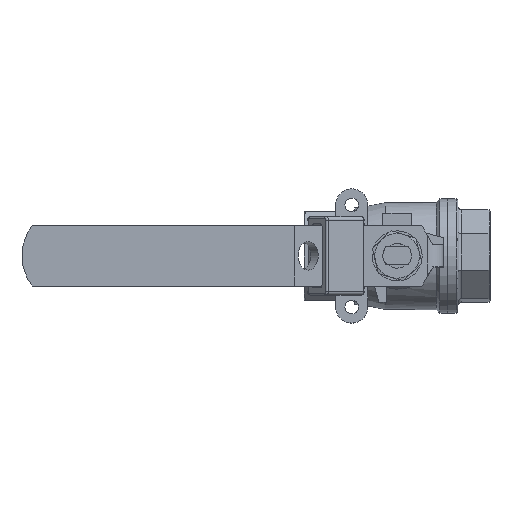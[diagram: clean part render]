
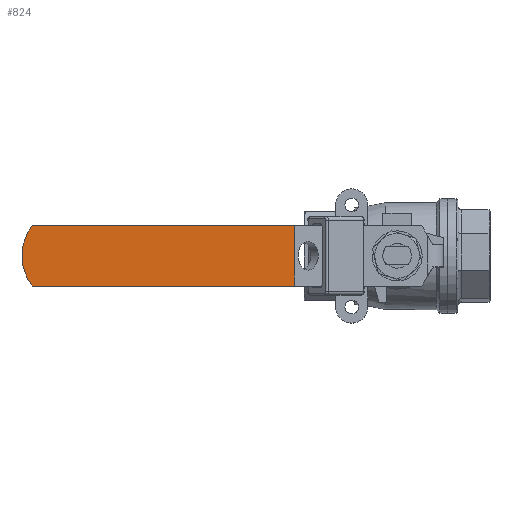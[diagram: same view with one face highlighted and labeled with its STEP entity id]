
A CAD part, top view. The second image highlights one B-rep face of the part: STEP entity #824.
In plain terms, the highlighted face is planar.
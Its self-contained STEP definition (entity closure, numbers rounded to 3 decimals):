
#395=CARTESIAN_POINT('',(-8.5,-21.0,28.757));
#396=VERTEX_POINT('',#395);
#411=CARTESIAN_POINT('',(8.5,-21.0,28.757));
#412=VERTEX_POINT('',#411);
#419=CARTESIAN_POINT('',(8.5,-21.0,28.757));
#420=DIRECTION('',(-1.0,0.0,0.0));
#421=VECTOR('',#420,17.0);
#422=LINE('',#419,#421);
#423=EDGE_CURVE('',#412,#396,#422,.T.);
#793=CARTESIAN_POINT('',(8.5,-21.,-55.334));
#794=DIRECTION('',(0.0,-1.0,0.0));
#795=DIRECTION('',(0.0,0.0,-1.0));
#796=AXIS2_PLACEMENT_3D('',#793,#794,#795);
#797=PLANE('',#796);
#798=CARTESIAN_POINT('',(-8.5,-21.,102.124));
#799=VERTEX_POINT('',#798);
#800=CARTESIAN_POINT('',(8.5,-21.,102.124));
#801=VERTEX_POINT('',#800);
#802=CARTESIAN_POINT('',(0.0,-21.,91.0));
#803=DIRECTION('',(0.0,1.0,0.0));
#804=DIRECTION('',(0.0,0.0,1.0));
#805=AXIS2_PLACEMENT_3D('',#802,#803,#804);
#806=CIRCLE('',#805,14.);
#807=EDGE_CURVE('',#799,#801,#806,.T.);
#808=ORIENTED_EDGE('',*,*,#807,.F.);
#809=CARTESIAN_POINT('',(-8.5,-21.,28.757));
#810=DIRECTION('',(0.0,0.0,1.0));
#811=VECTOR('',#810,73.367);
#812=LINE('',#809,#811);
#813=EDGE_CURVE('',#396,#799,#812,.T.);
#814=ORIENTED_EDGE('',*,*,#813,.F.);
#815=ORIENTED_EDGE('',*,*,#423,.F.);
#816=CARTESIAN_POINT('',(8.5,-21.,28.757));
#817=DIRECTION('',(0.0,0.0,1.0));
#818=VECTOR('',#817,73.367);
#819=LINE('',#816,#818);
#820=EDGE_CURVE('',#412,#801,#819,.T.);
#821=ORIENTED_EDGE('',*,*,#820,.T.);
#822=EDGE_LOOP('',(#808,#814,#815,#821));
#823=FACE_OUTER_BOUND('',#822,.T.);
#824=ADVANCED_FACE('',(#823),#797,.T.);
